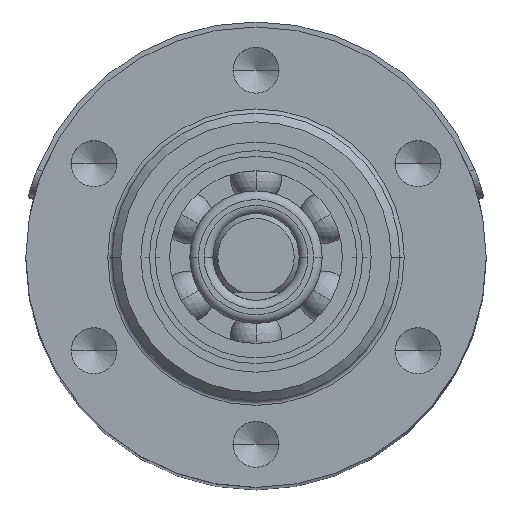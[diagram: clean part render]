
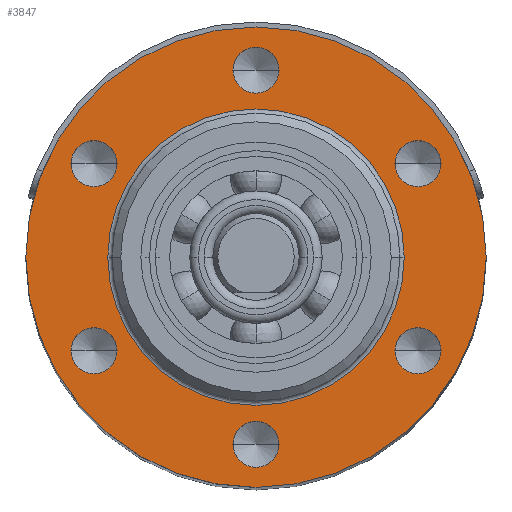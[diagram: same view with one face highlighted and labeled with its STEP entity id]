
A CAD part, top view. The second image highlights one B-rep face of the part: STEP entity #3847.
In plain terms, the highlighted planar face has unit normal (0, 0, 1).
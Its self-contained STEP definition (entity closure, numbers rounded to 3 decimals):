
#870=CARTESIAN_POINT('',(0.,0.,51.));
#871=DIRECTION('',(0.,0.,-1.));
#872=DIRECTION('',(1.,0.,0.));
#873=AXIS2_PLACEMENT_3D('',#870,#871,#872);
#875=CARTESIAN_POINT('',(0.,0.,51.));
#876=DIRECTION('',(0.,0.,-1.));
#877=DIRECTION('',(-1.,0.,0.));
#878=AXIS2_PLACEMENT_3D('',#875,#876,#877);
#880=CARTESIAN_POINT('',(0.,0.,51.));
#881=DIRECTION('',(0.,0.,1.));
#882=DIRECTION('',(1.,0.,0.));
#883=AXIS2_PLACEMENT_3D('',#880,#881,#882);
#885=CARTESIAN_POINT('',(0.,0.,51.));
#886=DIRECTION('',(0.,0.,1.));
#887=DIRECTION('',(-1.,0.,0.));
#888=AXIS2_PLACEMENT_3D('',#885,#886,#887);
#890=CARTESIAN_POINT('',(0.,-6.5,51.));
#891=DIRECTION('',(0.,0.,1.));
#892=DIRECTION('',(-1.,0.,0.));
#893=AXIS2_PLACEMENT_3D('',#890,#891,#892);
#895=CARTESIAN_POINT('',(0.,-6.5,51.));
#896=DIRECTION('',(0.,0.,1.));
#897=DIRECTION('',(1.,0.,0.));
#898=AXIS2_PLACEMENT_3D('',#895,#896,#897);
#900=CARTESIAN_POINT('',(-5.629,-3.25,51.));
#901=DIRECTION('',(0.,0.,1.));
#902=DIRECTION('',(-1.,0.,0.));
#903=AXIS2_PLACEMENT_3D('',#900,#901,#902);
#905=CARTESIAN_POINT('',(-5.629,-3.25,51.));
#906=DIRECTION('',(0.,0.,1.));
#907=DIRECTION('',(1.,0.,0.));
#908=AXIS2_PLACEMENT_3D('',#905,#906,#907);
#910=CARTESIAN_POINT('',(-5.629,3.25,51.));
#911=DIRECTION('',(0.,0.,1.));
#912=DIRECTION('',(-1.,0.,0.));
#913=AXIS2_PLACEMENT_3D('',#910,#911,#912);
#915=CARTESIAN_POINT('',(-5.629,3.25,51.));
#916=DIRECTION('',(0.,0.,1.));
#917=DIRECTION('',(1.,0.,0.));
#918=AXIS2_PLACEMENT_3D('',#915,#916,#917);
#920=CARTESIAN_POINT('',(0.,6.5,51.));
#921=DIRECTION('',(0.,0.,1.));
#922=DIRECTION('',(-1.,0.,0.));
#923=AXIS2_PLACEMENT_3D('',#920,#921,#922);
#925=CARTESIAN_POINT('',(0.,6.5,51.));
#926=DIRECTION('',(0.,0.,1.));
#927=DIRECTION('',(1.,0.,0.));
#928=AXIS2_PLACEMENT_3D('',#925,#926,#927);
#930=CARTESIAN_POINT('',(5.629,3.25,51.));
#931=DIRECTION('',(0.,0.,1.));
#932=DIRECTION('',(-1.,0.,0.));
#933=AXIS2_PLACEMENT_3D('',#930,#931,#932);
#935=CARTESIAN_POINT('',(5.629,3.25,51.));
#936=DIRECTION('',(0.,0.,1.));
#937=DIRECTION('',(1.,0.,0.));
#938=AXIS2_PLACEMENT_3D('',#935,#936,#937);
#940=CARTESIAN_POINT('',(5.629,-3.25,51.));
#941=DIRECTION('',(0.,0.,1.));
#942=DIRECTION('',(-1.,0.,0.));
#943=AXIS2_PLACEMENT_3D('',#940,#941,#942);
#945=CARTESIAN_POINT('',(5.629,-3.25,51.));
#946=DIRECTION('',(0.,0.,1.));
#947=DIRECTION('',(1.,0.,0.));
#948=AXIS2_PLACEMENT_3D('',#945,#946,#947);
#2938=CARTESIAN_POINT('',(8.,0.,51.));
#2939=CARTESIAN_POINT('',(-8.,0.,51.));
#2940=VERTEX_POINT('',#2938);
#2941=VERTEX_POINT('',#2939);
#2942=CARTESIAN_POINT('',(5.15,0.,51.));
#2943=CARTESIAN_POINT('',(-5.15,0.,51.));
#2944=VERTEX_POINT('',#2942);
#2945=VERTEX_POINT('',#2943);
#2946=CARTESIAN_POINT('',(-0.8,-6.5,51.));
#2947=CARTESIAN_POINT('',(0.8,-6.5,51.));
#2948=VERTEX_POINT('',#2946);
#2949=VERTEX_POINT('',#2947);
#2950=CARTESIAN_POINT('',(-6.429,-3.25,51.));
#2951=CARTESIAN_POINT('',(-4.829,-3.25,51.));
#2952=VERTEX_POINT('',#2950);
#2953=VERTEX_POINT('',#2951);
#2954=CARTESIAN_POINT('',(-6.429,3.25,51.));
#2955=CARTESIAN_POINT('',(-4.829,3.25,51.));
#2956=VERTEX_POINT('',#2954);
#2957=VERTEX_POINT('',#2955);
#2958=CARTESIAN_POINT('',(-0.8,6.5,51.));
#2959=CARTESIAN_POINT('',(0.8,6.5,51.));
#2960=VERTEX_POINT('',#2958);
#2961=VERTEX_POINT('',#2959);
#2962=CARTESIAN_POINT('',(4.829,3.25,51.));
#2963=CARTESIAN_POINT('',(6.429,3.25,51.));
#2964=VERTEX_POINT('',#2962);
#2965=VERTEX_POINT('',#2963);
#2966=CARTESIAN_POINT('',(4.829,-3.25,51.));
#2967=CARTESIAN_POINT('',(6.429,-3.25,51.));
#2968=VERTEX_POINT('',#2966);
#2969=VERTEX_POINT('',#2967);
#3795=CARTESIAN_POINT('',(0.,0.,51.));
#3796=DIRECTION('',(0.,0.,1.));
#3797=DIRECTION('',(-1.,0.,0.));
#3798=AXIS2_PLACEMENT_3D('',#3795,#3796,#3797);
#3799=PLANE('',#3798);
#3801=ORIENTED_EDGE('',*,*,#3800,.T.);
#3803=ORIENTED_EDGE('',*,*,#3802,.T.);
#3804=EDGE_LOOP('',(#3801,#3803));
#3805=FACE_OUTER_BOUND('',#3804,.F.);
#3807=ORIENTED_EDGE('',*,*,#3806,.T.);
#3808=ORIENTED_EDGE('',*,*,#3785,.T.);
#3809=EDGE_LOOP('',(#3807,#3808));
#3810=FACE_BOUND('',#3809,.F.);
#3812=ORIENTED_EDGE('',*,*,#3811,.T.);
#3814=ORIENTED_EDGE('',*,*,#3813,.T.);
#3815=EDGE_LOOP('',(#3812,#3814));
#3816=FACE_BOUND('',#3815,.F.);
#3818=ORIENTED_EDGE('',*,*,#3817,.T.);
#3820=ORIENTED_EDGE('',*,*,#3819,.T.);
#3821=EDGE_LOOP('',(#3818,#3820));
#3822=FACE_BOUND('',#3821,.F.);
#3824=ORIENTED_EDGE('',*,*,#3823,.T.);
#3826=ORIENTED_EDGE('',*,*,#3825,.T.);
#3827=EDGE_LOOP('',(#3824,#3826));
#3828=FACE_BOUND('',#3827,.F.);
#3830=ORIENTED_EDGE('',*,*,#3829,.T.);
#3832=ORIENTED_EDGE('',*,*,#3831,.T.);
#3833=EDGE_LOOP('',(#3830,#3832));
#3834=FACE_BOUND('',#3833,.F.);
#3836=ORIENTED_EDGE('',*,*,#3835,.T.);
#3838=ORIENTED_EDGE('',*,*,#3837,.T.);
#3839=EDGE_LOOP('',(#3836,#3838));
#3840=FACE_BOUND('',#3839,.F.);
#3842=ORIENTED_EDGE('',*,*,#3841,.T.);
#3844=ORIENTED_EDGE('',*,*,#3843,.T.);
#3845=EDGE_LOOP('',(#3842,#3844));
#3846=FACE_BOUND('',#3845,.F.);
#3847=ADVANCED_FACE('',(#3805,#3810,#3816,#3822,#3828,#3834,#3840,#3846),#3799,
.T.);
#874=CIRCLE('',#873,8.);
#879=CIRCLE('',#878,8.);
#884=CIRCLE('',#883,5.15);
#889=CIRCLE('',#888,5.15);
#894=CIRCLE('',#893,0.8);
#899=CIRCLE('',#898,0.8);
#904=CIRCLE('',#903,0.8);
#909=CIRCLE('',#908,0.8);
#914=CIRCLE('',#913,0.8);
#919=CIRCLE('',#918,0.8);
#924=CIRCLE('',#923,0.8);
#929=CIRCLE('',#928,0.8);
#934=CIRCLE('',#933,0.8);
#939=CIRCLE('',#938,0.8);
#944=CIRCLE('',#943,0.8);
#949=CIRCLE('',#948,0.8);
#3785=EDGE_CURVE('',#2945,#2944,#889,.T.);
#3800=EDGE_CURVE('',#2940,#2941,#874,.T.);
#3802=EDGE_CURVE('',#2941,#2940,#879,.T.);
#3806=EDGE_CURVE('',#2944,#2945,#884,.T.);
#3811=EDGE_CURVE('',#2948,#2949,#894,.T.);
#3813=EDGE_CURVE('',#2949,#2948,#899,.T.);
#3817=EDGE_CURVE('',#2952,#2953,#904,.T.);
#3819=EDGE_CURVE('',#2953,#2952,#909,.T.);
#3823=EDGE_CURVE('',#2956,#2957,#914,.T.);
#3825=EDGE_CURVE('',#2957,#2956,#919,.T.);
#3829=EDGE_CURVE('',#2960,#2961,#924,.T.);
#3831=EDGE_CURVE('',#2961,#2960,#929,.T.);
#3835=EDGE_CURVE('',#2964,#2965,#934,.T.);
#3837=EDGE_CURVE('',#2965,#2964,#939,.T.);
#3841=EDGE_CURVE('',#2968,#2969,#944,.T.);
#3843=EDGE_CURVE('',#2969,#2968,#949,.T.);
